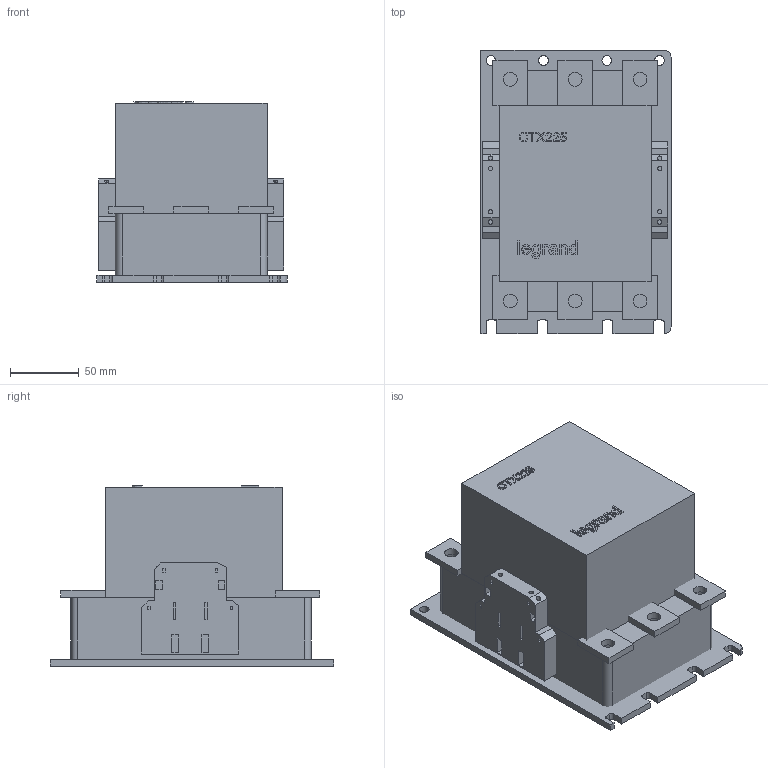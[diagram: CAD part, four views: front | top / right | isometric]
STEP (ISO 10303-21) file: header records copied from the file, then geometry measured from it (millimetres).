
FILE_DESCRIPTION(/* description */ (''),/* implementation_level */ '2;1');
FILE_NAME(/* name */ '416280 .step',/* time_stamp */ '2018-06-18T18:45:34+03:00',/* author */ (''),/* organization */ (''),/* preprocessor_version */ 'ST-DEVELOPER v17',/* originating_system */ 'Autodesk Translation Framework v7.1.0.215',/* authorisation */ '');
FILE_SCHEMA (('AUTOMOTIVE_DESIGN { 1 0 10303 214 3 1 1 }'));
Length unit declared in the file: millimetre
Products named in the file (1): 416280
Bounding box: 137.75 x 205.5 x 131 mm (x, y, z)
Volume: 2602567.3 mm3; surface area: 263178.1 mm2
Topology: 22 solids, 22 shells, 493 faces, 1299 edges, 866 vertices
Faces by surface type: plane 423, cylinder 70
Entity records: 15165 total; most frequent: CARTESIAN_POINT 2659, ORIENTED_EDGE 2598, DIRECTION 2427, EDGE_CURVE 1299, LINE 1159, VECTOR 1159, VERTEX_POINT 866, AXIS2_PLACEMENT_3D 634
